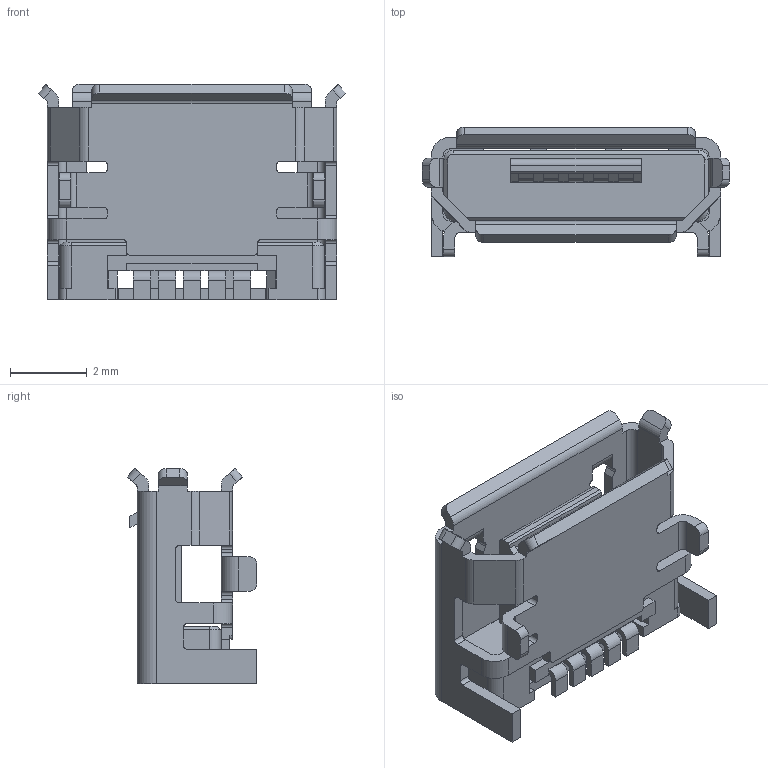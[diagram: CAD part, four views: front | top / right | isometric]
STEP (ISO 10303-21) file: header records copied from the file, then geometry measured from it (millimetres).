
FILE_DESCRIPTION((''),'2;1');
FILE_NAME('C-2040002-1','2011-04-29T',('workeradm'),('Tyco Electronics Ltd.'),'PRO/ENGINEER BY PARAMETRIC TECHNOLOGY CORPORATION, 2009300','PRO/ENGINEER BY PARAMETRIC TECHNOLOGY CORPORATION, 2009300','');
FILE_SCHEMA(('AUTOMOTIVE_DESIGN { 1 0 10303 214 1 1 1 1 }'));
Length unit declared in the file: millimetre
Products named in the file (1): C-2040002-1
Bounding box: 8 x 3.37 x 5.6 mm (x, y, z)
Volume: 42.8 mm3; surface area: 276.8 mm2
Topology: 1 solids, 6 shells, 353 faces, 1026 edges, 674 vertices
Faces by surface type: plane 243, cylinder 106, cone 4
Entity records: 11854 total; most frequent: CARTESIAN_POINT 2055, ORIENTED_EDGE 2052, DIRECTION 1948, EDGE_CURVE 1026, VECTOR 810, LINE 810, VERTEX_POINT 674, AXIS2_PLACEMENT_3D 569
